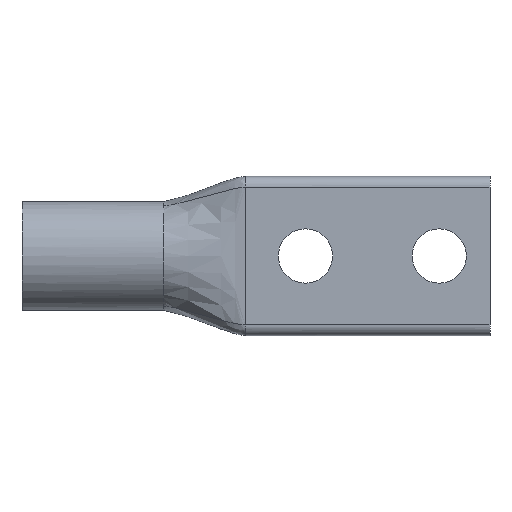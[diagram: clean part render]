
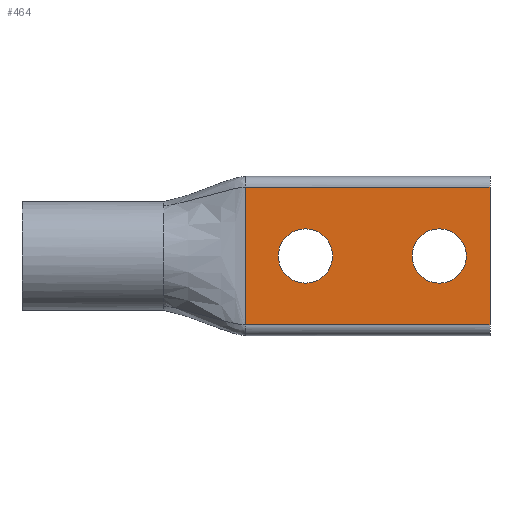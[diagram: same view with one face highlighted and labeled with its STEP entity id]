
A CAD part, front view. The second image highlights one B-rep face of the part: STEP entity #464.
In plain terms, the highlighted planar face has unit normal (0, -1, 0).
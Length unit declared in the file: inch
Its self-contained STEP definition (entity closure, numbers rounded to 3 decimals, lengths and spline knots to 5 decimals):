
#31 = VERTEX_POINT ( 'NONE', #1258 ) ;
#41 = CIRCLE ( 'NONE', #1773, 0.203 ) ;
#98 = VECTOR ( 'NONE', #796, 39.37008 ) ;
#100 = VERTEX_POINT ( 'NONE', #276 ) ;
#159 = CARTESIAN_POINT ( 'NONE',  ( 3.12, 0., -0.203 ) ) ;
#198 = CIRCLE ( 'NONE', #1312, 0.203 ) ;
#260 = DIRECTION ( 'NONE',  ( 0., 0., 1. ) ) ;
#269 = VECTOR ( 'NONE', #1830, 39.37008 ) ;
#276 = CARTESIAN_POINT ( 'NONE',  ( 2.12, 0., 0.203 ) ) ;
#297 = DIRECTION ( 'NONE',  ( 0., 0., -1. ) ) ;
#313 = FACE_BOUND ( 'NONE', #1311, .T. ) ;
#355 = CARTESIAN_POINT ( 'NONE',  ( 1.67, 0., 0. ) ) ;
#358 = DIRECTION ( 'NONE',  ( 0., 0., 1. ) ) ;
#362 = VECTOR ( 'NONE', #297, 39.37008 ) ;
#445 = ORIENTED_EDGE ( 'NONE', *, *, #1180, .T. ) ;
#447 = AXIS2_PLACEMENT_3D ( 'NONE', #1548, #1423, #1384 ) ;
#455 = ORIENTED_EDGE ( 'NONE', *, *, #1621, .F. ) ;
#464 = ADVANCED_FACE ( 'NONE', ( #1276, #313, #1114 ), #1094, .T. ) ;
#511 = CARTESIAN_POINT ( 'NONE',  ( 3.12, 0., 0. ) ) ;
#527 = DIRECTION ( 'NONE',  ( 0., 0., 1. ) ) ;
#528 = CARTESIAN_POINT ( 'NONE',  ( 4.70071, 0., -0.515 ) ) ;
#536 = CARTESIAN_POINT ( 'NONE',  ( 2.12, 0., 0. ) ) ;
#598 = VECTOR ( 'NONE', #1755, 39.37008 ) ;
#661 = EDGE_CURVE ( 'NONE', #1561, #100, #41, .T. ) ;
#678 = CARTESIAN_POINT ( 'NONE',  ( 2.12, 0., -0.203 ) ) ;
#688 = CARTESIAN_POINT ( 'NONE',  ( 3.12, 0., 0.203 ) ) ;
#725 = CARTESIAN_POINT ( 'NONE',  ( 2.12, 0., 0. ) ) ;
#796 = DIRECTION ( 'NONE',  ( 0., 0., -1. ) ) ;
#836 = CIRCLE ( 'NONE', #1075, 0.203 ) ;
#838 = DIRECTION ( 'NONE',  ( 0., 1., 0. ) ) ;
#856 = DIRECTION ( 'NONE',  ( 0., 1., 0. ) ) ;
#954 = EDGE_LOOP ( 'NONE', ( #1756, #1019, #455, #1577 ) ) ;
#1019 = ORIENTED_EDGE ( 'NONE', *, *, #1547, .T. ) ;
#1053 = DIRECTION ( 'NONE',  ( 0., 1., 0. ) ) ;
#1059 = DIRECTION ( 'NONE',  ( 0., 1., 0. ) ) ;
#1075 = AXIS2_PLACEMENT_3D ( 'NONE', #2052, #1059, #260 ) ;
#1078 = LINE ( 'NONE', #1731, #362 ) ;
#1094 = PLANE ( 'NONE',  #447 ) ;
#1114 = FACE_BOUND ( 'NONE', #1305, .T. ) ;
#1167 = LINE ( 'NONE', #355, #98 ) ;
#1180 = EDGE_CURVE ( 'NONE', #2088, #1771, #198, .T. ) ;
#1246 = AXIS2_PLACEMENT_3D ( 'NONE', #536, #856, #527 ) ;
#1251 = ORIENTED_EDGE ( 'NONE', *, *, #1845, .T. ) ;
#1258 = CARTESIAN_POINT ( 'NONE',  ( 3.5, 0., 0.515 ) ) ;
#1262 = LINE ( 'NONE', #1910, #598 ) ;
#1275 = VERTEX_POINT ( 'NONE', #1783 ) ;
#1276 = FACE_OUTER_BOUND ( 'NONE', #954, .T. ) ;
#1305 = EDGE_LOOP ( 'NONE', ( #1588, #445 ) ) ;
#1311 = EDGE_LOOP ( 'NONE', ( #1251, #2094 ) ) ;
#1312 = AXIS2_PLACEMENT_3D ( 'NONE', #511, #838, #358 ) ;
#1384 = DIRECTION ( 'NONE',  ( 0., 0., -1. ) ) ;
#1414 = CIRCLE ( 'NONE', #1246, 0.203 ) ;
#1423 = DIRECTION ( 'NONE',  ( 0., -1., 0. ) ) ;
#1547 = EDGE_CURVE ( 'NONE', #2079, #1275, #1167, .T. ) ;
#1548 = CARTESIAN_POINT ( 'NONE',  ( 4.70071, 0., 0. ) ) ;
#1561 = VERTEX_POINT ( 'NONE', #678 ) ;
#1577 = ORIENTED_EDGE ( 'NONE', *, *, #2042, .F. ) ;
#1585 = VERTEX_POINT ( 'NONE', #2013 ) ;
#1588 = ORIENTED_EDGE ( 'NONE', *, *, #1946, .T. ) ;
#1621 = EDGE_CURVE ( 'NONE', #1585, #1275, #1981, .T. ) ;
#1706 = DIRECTION ( 'NONE',  ( 0., 0., 1. ) ) ;
#1731 = CARTESIAN_POINT ( 'NONE',  ( 3.5, 0., 0. ) ) ;
#1754 = EDGE_CURVE ( 'NONE', #31, #2079, #1262, .T. ) ;
#1755 = DIRECTION ( 'NONE',  ( -1., 0., 0. ) ) ;
#1756 = ORIENTED_EDGE ( 'NONE', *, *, #1754, .T. ) ;
#1771 = VERTEX_POINT ( 'NONE', #688 ) ;
#1773 = AXIS2_PLACEMENT_3D ( 'NONE', #725, #1053, #1706 ) ;
#1783 = CARTESIAN_POINT ( 'NONE',  ( 1.67, 0., -0.515 ) ) ;
#1830 = DIRECTION ( 'NONE',  ( -1., 0., 0. ) ) ;
#1845 = EDGE_CURVE ( 'NONE', #100, #1561, #1414, .T. ) ;
#1910 = CARTESIAN_POINT ( 'NONE',  ( 4.70071, 0., 0.515 ) ) ;
#1920 = CARTESIAN_POINT ( 'NONE',  ( 1.67, 0., 0.515 ) ) ;
#1946 = EDGE_CURVE ( 'NONE', #1771, #2088, #836, .T. ) ;
#1981 = LINE ( 'NONE', #528, #269 ) ;
#2013 = CARTESIAN_POINT ( 'NONE',  ( 3.5, 0., -0.515 ) ) ;
#2042 = EDGE_CURVE ( 'NONE', #31, #1585, #1078, .T. ) ;
#2052 = CARTESIAN_POINT ( 'NONE',  ( 3.12, 0., 0. ) ) ;
#2079 = VERTEX_POINT ( 'NONE', #1920 ) ;
#2088 = VERTEX_POINT ( 'NONE', #159 ) ;
#2094 = ORIENTED_EDGE ( 'NONE', *, *, #661, .T. ) ;
